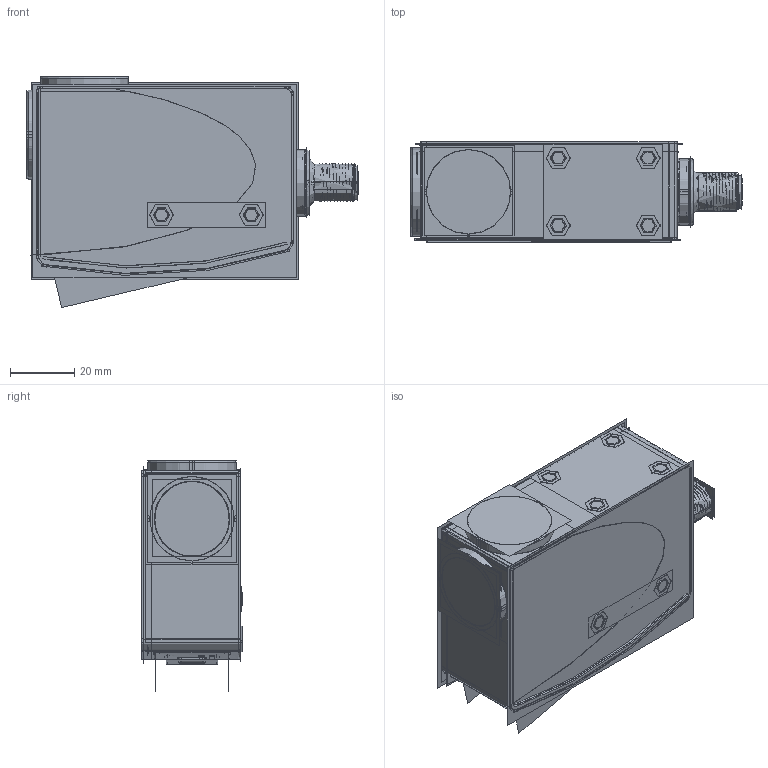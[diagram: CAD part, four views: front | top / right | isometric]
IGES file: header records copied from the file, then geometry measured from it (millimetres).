
Start section:  PTC IGES file: 141684.igs
Global section: file name: 141684.igs; native system: Creo Parametric by Parametric Technology Corporation; preprocessor: 2016010; author: PDMAdmin; organization: Unknown; date: 20160520.141958; units: inch
Bounding box: 103.5 x 31.2 x 72.09 mm (x, y, z)
Volume: 59833.2 mm3; surface area: 619833 mm2
Topology: 12 solids, 41 shells, 2836 faces, 14725 edges, 18930 vertices
Faces by surface type: revolution 1552, bspline 1284
